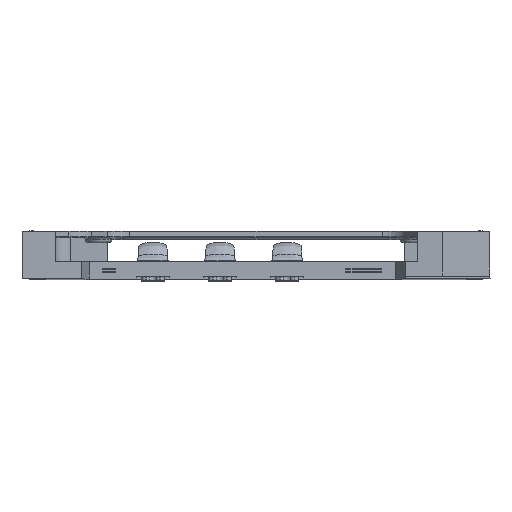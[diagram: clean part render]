
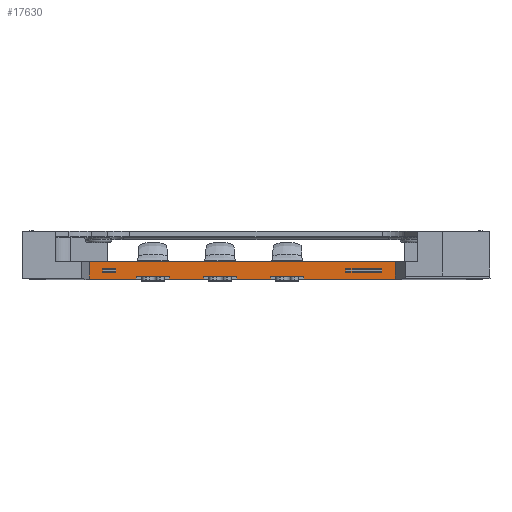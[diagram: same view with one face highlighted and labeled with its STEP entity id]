
A CAD part, top view. The second image highlights one B-rep face of the part: STEP entity #17630.
In plain terms, the highlighted face is planar.
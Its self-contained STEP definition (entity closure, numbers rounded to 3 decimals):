
#646=PLANE('',#19089);
#5415=ORIENTED_EDGE('',*,*,#8569,.F.);
#5416=ORIENTED_EDGE('',*,*,#8570,.F.);
#5417=ORIENTED_EDGE('',*,*,#8471,.F.);
#5418=ORIENTED_EDGE('',*,*,#8571,.T.);
#5419=ORIENTED_EDGE('',*,*,#8448,.F.);
#5420=ORIENTED_EDGE('',*,*,#8572,.F.);
#5421=ORIENTED_EDGE('',*,*,#8573,.F.);
#5422=ORIENTED_EDGE('',*,*,#8574,.T.);
#5423=ORIENTED_EDGE('',*,*,#8575,.F.);
#5424=ORIENTED_EDGE('',*,*,#8576,.F.);
#5425=ORIENTED_EDGE('',*,*,#8577,.F.);
#5426=ORIENTED_EDGE('',*,*,#8578,.T.);
#5427=ORIENTED_EDGE('',*,*,#8394,.F.);
#5428=ORIENTED_EDGE('',*,*,#8579,.F.);
#5429=ORIENTED_EDGE('',*,*,#8580,.F.);
#5430=ORIENTED_EDGE('',*,*,#8581,.T.);
#8394=EDGE_CURVE('',#10285,#10282,#12105,.T.);
#8448=EDGE_CURVE('',#10335,#10337,#12150,.T.);
#8471=EDGE_CURVE('',#10359,#10357,#12168,.T.);
#8569=EDGE_CURVE('',#10447,#10448,#12258,.T.);
#8570=EDGE_CURVE('',#10357,#10447,#12259,.T.);
#8571=EDGE_CURVE('',#10359,#10337,#12260,.T.);
#8572=EDGE_CURVE('',#10449,#10335,#12261,.T.);
#8573=EDGE_CURVE('',#10450,#10449,#12262,.T.);
#8574=EDGE_CURVE('',#10450,#10451,#12263,.T.);
#8575=EDGE_CURVE('',#10452,#10451,#12264,.T.);
#8576=EDGE_CURVE('',#10453,#10452,#12265,.T.);
#8577=EDGE_CURVE('',#10454,#10453,#12266,.T.);
#8578=EDGE_CURVE('',#10454,#10282,#12267,.T.);
#8579=EDGE_CURVE('',#10455,#10285,#12268,.T.);
#8580=EDGE_CURVE('',#10456,#10455,#12269,.T.);
#8581=EDGE_CURVE('',#10456,#10448,#12270,.T.);
#10282=VERTEX_POINT('',#29219);
#10285=VERTEX_POINT('',#29224);
#10335=VERTEX_POINT('',#29342);
#10337=VERTEX_POINT('',#29345);
#10357=VERTEX_POINT('',#29391);
#10359=VERTEX_POINT('',#29395);
#10447=VERTEX_POINT('',#29608);
#10448=VERTEX_POINT('',#29609);
#10449=VERTEX_POINT('',#29613);
#10450=VERTEX_POINT('',#29615);
#10451=VERTEX_POINT('',#29617);
#10452=VERTEX_POINT('',#29619);
#10453=VERTEX_POINT('',#29621);
#10454=VERTEX_POINT('',#29623);
#10455=VERTEX_POINT('',#29626);
#10456=VERTEX_POINT('',#29628);
#12105=LINE('',#29225,#14051);
#12150=LINE('',#29344,#14096);
#12168=LINE('',#29396,#14114);
#12258=LINE('',#29607,#14204);
#12259=LINE('',#29610,#14205);
#12260=LINE('',#29611,#14206);
#12261=LINE('',#29612,#14207);
#12262=LINE('',#29614,#14208);
#12263=LINE('',#29616,#14209);
#12264=LINE('',#29618,#14210);
#12265=LINE('',#29620,#14211);
#12266=LINE('',#29622,#14212);
#12267=LINE('',#29624,#14213);
#12268=LINE('',#29625,#14214);
#12269=LINE('',#29627,#14215);
#12270=LINE('',#29629,#14216);
#14051=VECTOR('',#23066,1000.);
#14096=VECTOR('',#23157,1000.);
#14114=VECTOR('',#23197,1000.);
#14204=VECTOR('',#23355,1000.);
#14205=VECTOR('',#23356,1000.);
#14206=VECTOR('',#23357,1000.);
#14207=VECTOR('',#23358,1000.);
#14208=VECTOR('',#23359,1000.);
#14209=VECTOR('',#23360,1000.);
#14210=VECTOR('',#23361,1000.);
#14211=VECTOR('',#23362,1000.);
#14212=VECTOR('',#23363,1000.);
#14213=VECTOR('',#23364,1000.);
#14214=VECTOR('',#23365,1000.);
#14215=VECTOR('',#23366,1000.);
#14216=VECTOR('',#23367,1000.);
#15390=EDGE_LOOP('',(#5415,#5416,#5417,#5418,#5419,#5420,#5421,#5422,#5423,
#5424,#5425,#5426,#5427,#5428,#5429,#5430));
#16421=FACE_BOUND('',#15390,.T.);
#17630=ADVANCED_FACE('',(#16421),#646,.F.);
#19089=AXIS2_PLACEMENT_3D('',#29606,#23353,#23354);
#23066=DIRECTION('',(0.,-1.,0.));
#23157=DIRECTION('',(0.,-1.,0.));
#23197=DIRECTION('',(0.,1.,0.));
#23353=DIRECTION('',(0.,0.,1.));
#23354=DIRECTION('',(1.,0.,0.));
#23355=DIRECTION('',(0.,-1.,0.));
#23356=DIRECTION('',(1.,0.,0.));
#23357=DIRECTION('',(-1.,0.,0.));
#23358=DIRECTION('',(1.,0.,0.));
#23359=DIRECTION('',(0.,1.,0.));
#23360=DIRECTION('',(-1.,0.,0.));
#23361=DIRECTION('',(0.,-1.,0.));
#23362=DIRECTION('',(1.,0.,0.));
#23363=DIRECTION('',(0.,1.,0.));
#23364=DIRECTION('',(-1.,0.,0.));
#23365=DIRECTION('',(-1.,0.,0.));
#23366=DIRECTION('',(0.,1.,0.));
#23367=DIRECTION('',(-1.,0.,0.));
#29219=CARTESIAN_POINT('',(203.535,11.872,-276.292));
#29224=CARTESIAN_POINT('',(203.535,12.522,-276.292));
#29225=CARTESIAN_POINT('',(203.535,11.872,-276.292));
#29342=CARTESIAN_POINT('',(210.78,11.972,-276.292));
#29344=CARTESIAN_POINT('',(210.78,11.972,-276.292));
#29345=CARTESIAN_POINT('',(210.78,11.872,-276.292));
#29391=CARTESIAN_POINT('',(212.07,11.972,-276.292));
#29395=CARTESIAN_POINT('',(212.07,11.872,-276.292));
#29396=CARTESIAN_POINT('',(212.07,11.972,-276.292));
#29606=CARTESIAN_POINT('',(203.535,11.872,-276.292));
#29607=CARTESIAN_POINT('',(213.32,12.197,-276.292));
#29608=CARTESIAN_POINT('',(213.32,11.972,-276.292));
#29609=CARTESIAN_POINT('',(213.32,11.872,-276.292));
#29610=CARTESIAN_POINT('',(210.78,11.972,-276.292));
#29611=CARTESIAN_POINT('',(203.535,11.872,-276.292));
#29612=CARTESIAN_POINT('',(210.78,11.972,-276.292));
#29613=CARTESIAN_POINT('',(209.53,11.972,-276.292));
#29614=CARTESIAN_POINT('',(209.53,12.197,-276.292));
#29615=CARTESIAN_POINT('',(209.53,11.872,-276.292));
#29616=CARTESIAN_POINT('',(203.535,11.872,-276.292));
#29617=CARTESIAN_POINT('',(208.24,11.872,-276.292));
#29618=CARTESIAN_POINT('',(208.24,12.197,-276.292));
#29619=CARTESIAN_POINT('',(208.24,11.972,-276.292));
#29620=CARTESIAN_POINT('',(210.78,11.972,-276.292));
#29621=CARTESIAN_POINT('',(206.99,11.972,-276.292));
#29622=CARTESIAN_POINT('',(206.99,12.197,-276.292));
#29623=CARTESIAN_POINT('',(206.99,11.872,-276.292));
#29624=CARTESIAN_POINT('',(203.535,11.872,-276.292));
#29625=CARTESIAN_POINT('',(209.315,12.522,-276.292));
#29626=CARTESIAN_POINT('',(215.095,12.522,-276.292));
#29627=CARTESIAN_POINT('',(215.095,12.197,-276.292));
#29628=CARTESIAN_POINT('',(215.095,11.872,-276.292));
#29629=CARTESIAN_POINT('',(203.535,11.872,-276.292));
